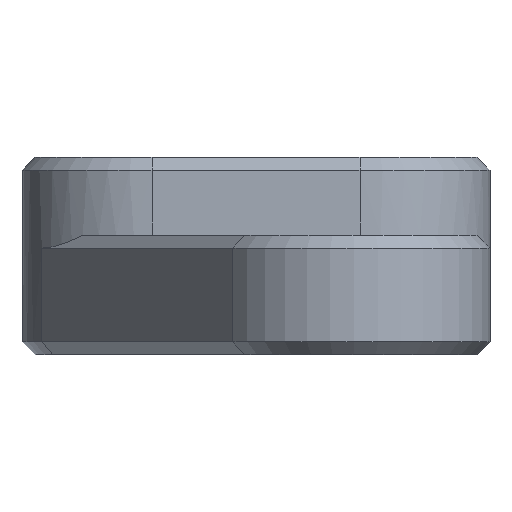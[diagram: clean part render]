
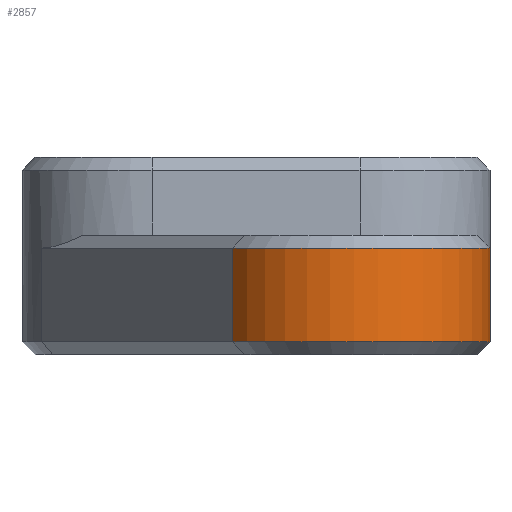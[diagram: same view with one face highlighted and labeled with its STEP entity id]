
A CAD part, front view. The second image highlights one B-rep face of the part: STEP entity #2857.
In plain terms, the highlighted cylindrical face has radius 5.35 mm (diameter 10.7 mm), a partial arc.
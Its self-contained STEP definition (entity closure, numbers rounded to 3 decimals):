
#136=CYLINDRICAL_SURFACE('',#3113,5.35);
#218=FACE_OUTER_BOUND('',#397,.T.);
#397=EDGE_LOOP('',(#2152,#2153,#2154,#2155));
#603=LINE('',#4512,#890);
#628=LINE('',#4581,#915);
#890=VECTOR('',#3561,10.);
#915=VECTOR('',#3628,10.);
#1159=CIRCLE('',#3067,5.35);
#1173=CIRCLE('',#3110,5.35);
#1315=VERTEX_POINT('',#4428);
#1316=VERTEX_POINT('',#4432);
#1338=VERTEX_POINT('',#4511);
#1351=VERTEX_POINT('',#4563);
#1584=EDGE_CURVE('',#1315,#1316,#1159,.T.);
#1618=EDGE_CURVE('',#1338,#1316,#603,.T.);
#1648=EDGE_CURVE('',#1338,#1351,#1173,.T.);
#1650=EDGE_CURVE('',#1351,#1315,#628,.T.);
#2152=ORIENTED_EDGE('',*,*,#1584,.F.);
#2153=ORIENTED_EDGE('',*,*,#1650,.F.);
#2154=ORIENTED_EDGE('',*,*,#1648,.F.);
#2155=ORIENTED_EDGE('',*,*,#1618,.T.);
#2857=ADVANCED_FACE('',(#218),#136,.T.);
#3067=AXIS2_PLACEMENT_3D('',#4443,#3489,#3490);
#3110=AXIS2_PLACEMENT_3D('',#4577,#3621,#3622);
#3113=AXIS2_PLACEMENT_3D('',#4582,#3629,#3630);
#3489=DIRECTION('center_axis',(0.,0.,
1.));
#3490=DIRECTION('ref_axis',(1.,0.,0.));
#3561=DIRECTION('',(0.,0.,1.));
#3621=DIRECTION('center_axis',(0.,0.,
-1.));
#3622=DIRECTION('ref_axis',(1.,0.,0.));
#3628=DIRECTION('',(0.,0.,1.));
#3629=DIRECTION('center_axis',(0.,0.,1.));
#3630=DIRECTION('ref_axis',(1.,0.,0.));
#4428=CARTESIAN_POINT('',(106.506,190.13,-50.096));
#4432=CARTESIAN_POINT('',(116.393,193.015,-50.096));
#4443=CARTESIAN_POINT('Origin',(111.044,192.964,-50.096));
#4511=CARTESIAN_POINT('',(116.393,193.015,-53.696));
#4512=CARTESIAN_POINT('',(116.393,193.015,-54.196));
#4563=CARTESIAN_POINT('',(106.506,190.13,-53.696));
#4577=CARTESIAN_POINT('Origin',(111.044,192.964,-53.696));
#4581=CARTESIAN_POINT('',(106.506,190.13,-54.196));
#4582=CARTESIAN_POINT('Origin',(111.044,192.964,-54.196));
